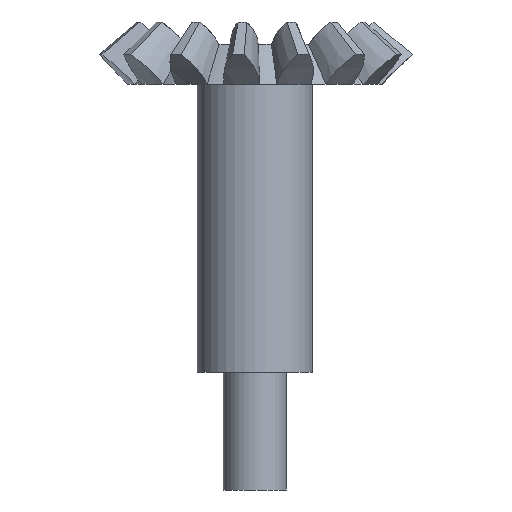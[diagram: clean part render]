
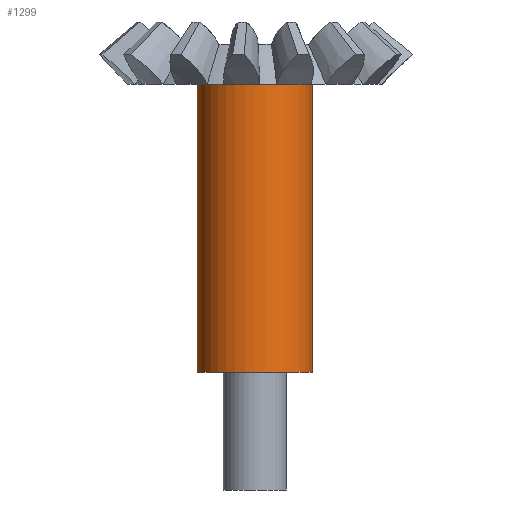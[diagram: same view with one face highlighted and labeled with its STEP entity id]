
A CAD part, left-side view. The second image highlights one B-rep face of the part: STEP entity #1299.
In plain terms, the highlighted cylindrical face has radius 2.4 mm (diameter 4.8 mm), a full revolution.
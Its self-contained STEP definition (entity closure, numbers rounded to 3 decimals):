
#233=FACE_OUTER_BOUND('',#329,.T.);
#329=EDGE_LOOP('',(#868,#869,#870,#871));
#426=LINE('',#1912,#428);
#428=VECTOR('',#1591,2.4);
#431=CIRCLE('',#1421,2.4);
#432=CIRCLE('',#1422,2.4);
#525=VERTEX_POINT('',#1909);
#526=VERTEX_POINT('',#1911);
#650=EDGE_CURVE('',#525,#525,#431,.T.);
#651=EDGE_CURVE('',#525,#526,#426,.T.);
#652=EDGE_CURVE('',#526,#526,#432,.T.);
#868=ORIENTED_EDGE('',*,*,#650,.F.);
#869=ORIENTED_EDGE('',*,*,#651,.T.);
#870=ORIENTED_EDGE('',*,*,#652,.F.);
#871=ORIENTED_EDGE('',*,*,#651,.F.);
#1296=CYLINDRICAL_SURFACE('',#1420,2.4);
#1299=ADVANCED_FACE('',(#233),#1296,.T.);
#1420=AXIS2_PLACEMENT_3D('',#1908,#1587,#1588);
#1421=AXIS2_PLACEMENT_3D('',#1910,#1589,#1590);
#1422=AXIS2_PLACEMENT_3D('',#1913,#1592,#1593);
#1587=DIRECTION('center_axis',(0.,0.,-1.));
#1588=DIRECTION('ref_axis',(-1.,0.,0.));
#1589=DIRECTION('center_axis',(0.,0.,-1.));
#1590=DIRECTION('ref_axis',(-1.,0.,0.));
#1591=DIRECTION('',(0.,0.,1.));
#1592=DIRECTION('center_axis',(0.,0.,1.));
#1593=DIRECTION('ref_axis',(-1.,0.,0.));
#1908=CARTESIAN_POINT('Origin',(0.,0.,-6.679));
#1909=CARTESIAN_POINT('',(2.4,0.,-18.679));
#1910=CARTESIAN_POINT('Origin',(0.,0.,-18.679));
#1911=CARTESIAN_POINT('',(2.4,0.,-6.679));
#1912=CARTESIAN_POINT('',(2.4,0.,-6.679));
#1913=CARTESIAN_POINT('Origin',(0.,0.,-6.679));
